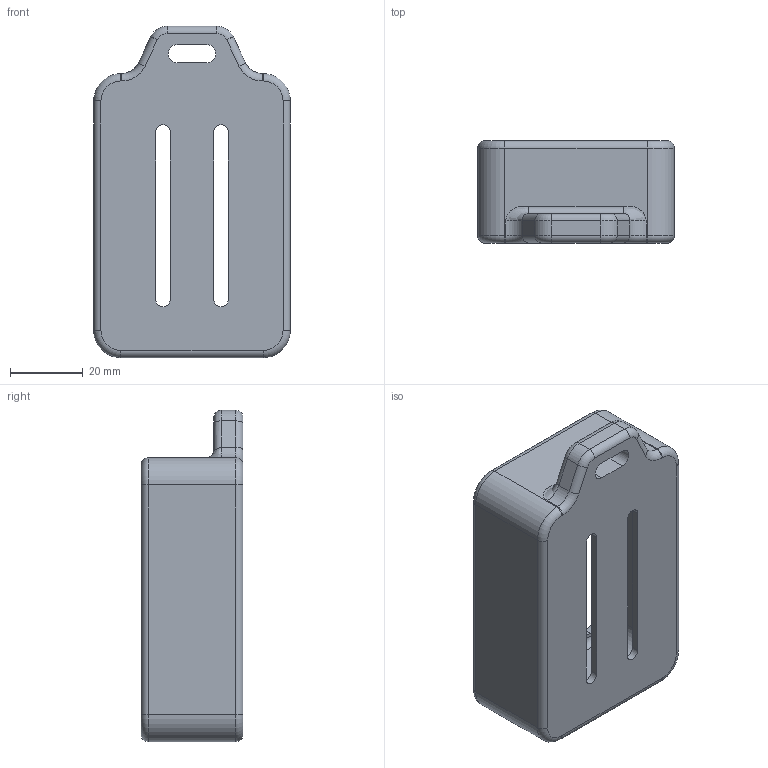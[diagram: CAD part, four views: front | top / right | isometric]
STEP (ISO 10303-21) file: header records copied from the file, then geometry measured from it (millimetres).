
FILE_DESCRIPTION((''),'2;1');
FILE_NAME('RAKU73020011','2020-12-09T',('lina'),(''),'PRO/ENGINEER BY PARAMETRIC TECHNOLOGY CORPORATION, 2010280','PRO/ENGINEER BY PARAMETRIC TECHNOLOGY CORPORATION, 2010280','');
FILE_SCHEMA(('AUTOMOTIVE_DESIGN { 1 2 10303 214 0 1 1 1 }'));
Length unit declared in the file: millimetre
Products named in the file (1): RAKU73020011
Bounding box: 54 x 28 x 91 mm (x, y, z)
Volume: 23859.5 mm3; surface area: 22543 mm2
Topology: 1 solids, 1 shells, 96 faces, 228 edges, 136 vertices
Faces by surface type: cylinder 46, plane 26, torus 22, bspline 2
Entity records: 3885 total; most frequent: CARTESIAN_POINT 806, DIRECTION 524, ORIENTED_EDGE 456, PRESENTATION_STYLE_ASSIGNMENT 229, STYLED_ITEM 229, CURVE_STYLE 228, EDGE_CURVE 228, AXIS2_PLACEMENT_3D 206
